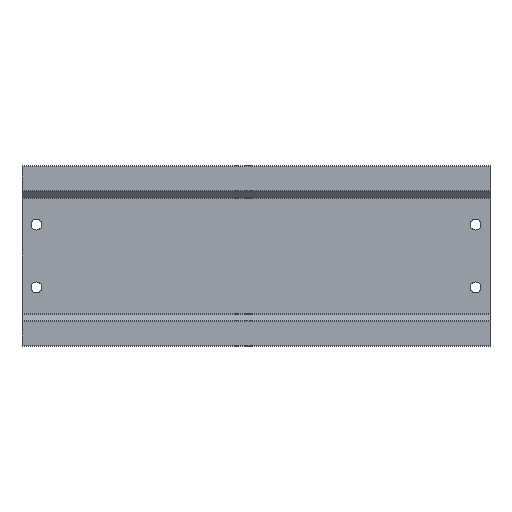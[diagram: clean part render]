
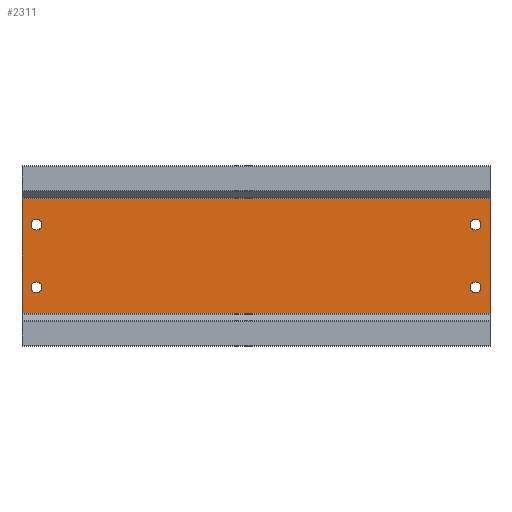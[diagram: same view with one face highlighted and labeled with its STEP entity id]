
A CAD part, front view. The second image highlights one B-rep face of the part: STEP entity #2311.
In plain terms, the highlighted planar face has unit normal (0, -1, 0).
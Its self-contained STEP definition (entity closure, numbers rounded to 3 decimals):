
#35 = AXIS2_PLACEMENT_3D ( 'NONE', #55, #3423, #546 ) ;
#55 = CARTESIAN_POINT ( 'NONE',  ( 91., -12., -13. ) ) ;
#112 = LINE ( 'NONE', #4056, #1281 ) ;
#144 = LINE ( 'NONE', #4245, #3822 ) ;
#158 = DIRECTION ( 'NONE',  ( 0., 0., 1. ) ) ;
#215 = CARTESIAN_POINT ( 'NONE',  ( 91., -12., 13. ) ) ;
#299 = DIRECTION ( 'NONE',  ( 0., 1., 0. ) ) ;
#307 = EDGE_CURVE ( 'NONE', #1282, #2724, #5325, .T. ) ;
#315 = VERTEX_POINT ( 'NONE', #3266 ) ;
#320 = FACE_BOUND ( 'NONE', #3218, .T. ) ;
#434 = EDGE_CURVE ( 'NONE', #5932, #4076, #3230, .T. ) ;
#484 = FACE_BOUND ( 'NONE', #1730, .T. ) ;
#546 = DIRECTION ( 'NONE',  ( 0., 0., 1. ) ) ;
#662 = ORIENTED_EDGE ( 'NONE', *, *, #6001, .T. ) ;
#685 = EDGE_LOOP ( 'NONE', ( #3139, #2119, #1228, #2138 ) ) ;
#825 = PLANE ( 'NONE',  #2630 ) ;
#845 = ORIENTED_EDGE ( 'NONE', *, *, #434, .T. ) ;
#864 = CARTESIAN_POINT ( 'NONE',  ( 91., -12., -15.25 ) ) ;
#929 = EDGE_CURVE ( 'NONE', #3799, #3160, #4884, .T. ) ;
#970 = ORIENTED_EDGE ( 'NONE', *, *, #5069, .T. ) ;
#1096 = EDGE_CURVE ( 'NONE', #3160, #3799, #3224, .T. ) ;
#1204 = EDGE_LOOP ( 'NONE', ( #2359, #5271 ) ) ;
#1228 = ORIENTED_EDGE ( 'NONE', *, *, #4815, .F. ) ;
#1239 = DIRECTION ( 'NONE',  ( -1., 0., 0. ) ) ;
#1281 = VECTOR ( 'NONE', #1239, 1000. ) ;
#1282 = VERTEX_POINT ( 'NONE', #2530 ) ;
#1476 = DIRECTION ( 'NONE',  ( 0., 1., 0. ) ) ;
#1479 = EDGE_CURVE ( 'NONE', #315, #5176, #112, .T. ) ;
#1688 = EDGE_CURVE ( 'NONE', #2724, #1282, #4449, .T. ) ;
#1730 = EDGE_LOOP ( 'NONE', ( #662, #1847 ) ) ;
#1762 = AXIS2_PLACEMENT_3D ( 'NONE', #5828, #3062, #158 ) ;
#1847 = ORIENTED_EDGE ( 'NONE', *, *, #1865, .T. ) ;
#1865 = EDGE_CURVE ( 'NONE', #4527, #3954, #4944, .T. ) ;
#1869 = LINE ( 'NONE', #5627, #4196 ) ;
#1923 = DIRECTION ( 'NONE',  ( 0., 1., 0. ) ) ;
#2119 = ORIENTED_EDGE ( 'NONE', *, *, #1479, .T. ) ;
#2138 = ORIENTED_EDGE ( 'NONE', *, *, #3571, .T. ) ;
#2311 = ADVANCED_FACE ( 'NONE', ( #320, #5072, #484, #3850, #2624 ), #825, .F. ) ;
#2318 = DIRECTION ( 'NONE',  ( 0., 0., 1. ) ) ;
#2359 = ORIENTED_EDGE ( 'NONE', *, *, #307, .T. ) ;
#2401 = DIRECTION ( 'NONE',  ( 0., 0., 1. ) ) ;
#2419 = DIRECTION ( 'NONE',  ( 0., 1., 0. ) ) ;
#2530 = CARTESIAN_POINT ( 'NONE',  ( -91., -12., 15.25 ) ) ;
#2582 = CARTESIAN_POINT ( 'NONE',  ( -91., -12., 13. ) ) ;
#2624 = FACE_OUTER_BOUND ( 'NONE', #685, .T. ) ;
#2630 = AXIS2_PLACEMENT_3D ( 'NONE', #2746, #5068, #2318 ) ;
#2698 = AXIS2_PLACEMENT_3D ( 'NONE', #4898, #4876, #4802 ) ;
#2724 = VERTEX_POINT ( 'NONE', #4334 ) ;
#2746 = CARTESIAN_POINT ( 'NONE',  ( -97., -12., 24. ) ) ;
#2857 = DIRECTION ( 'NONE',  ( 0., 0., 1. ) ) ;
#2895 = DIRECTION ( 'NONE',  ( 0., 1., 0. ) ) ;
#2956 = CIRCLE ( 'NONE', #1762, 2.25 ) ;
#3062 = DIRECTION ( 'NONE',  ( 0., 1., 0. ) ) ;
#3139 = ORIENTED_EDGE ( 'NONE', *, *, #5391, .T. ) ;
#3160 = VERTEX_POINT ( 'NONE', #4164 ) ;
#3218 = EDGE_LOOP ( 'NONE', ( #845, #970 ) ) ;
#3224 = CIRCLE ( 'NONE', #3714, 2.25 ) ;
#3230 = CIRCLE ( 'NONE', #2698, 2.25 ) ;
#3266 = CARTESIAN_POINT ( 'NONE',  ( 97., -12., 23.793 ) ) ;
#3331 = LINE ( 'NONE', #5493, #5645 ) ;
#3423 = DIRECTION ( 'NONE',  ( 0., 1., 0. ) ) ;
#3571 = EDGE_CURVE ( 'NONE', #3940, #4160, #3331, .T. ) ;
#3598 = EDGE_LOOP ( 'NONE', ( #4929, #4086 ) ) ;
#3714 = AXIS2_PLACEMENT_3D ( 'NONE', #5664, #2895, #6115 ) ;
#3791 = AXIS2_PLACEMENT_3D ( 'NONE', #4287, #1476, #4755 ) ;
#3799 = VERTEX_POINT ( 'NONE', #4858 ) ;
#3822 = VECTOR ( 'NONE', #4712, 1000. ) ;
#3850 = FACE_BOUND ( 'NONE', #3598, .T. ) ;
#3940 = VERTEX_POINT ( 'NONE', #4538 ) ;
#3954 = VERTEX_POINT ( 'NONE', #5918 ) ;
#4056 = CARTESIAN_POINT ( 'NONE',  ( -97., -12., 23.793 ) ) ;
#4076 = VERTEX_POINT ( 'NONE', #4233 ) ;
#4086 = ORIENTED_EDGE ( 'NONE', *, *, #1096, .T. ) ;
#4094 = DIRECTION ( 'NONE',  ( 1., 0., 0. ) ) ;
#4160 = VERTEX_POINT ( 'NONE', #5259 ) ;
#4164 = CARTESIAN_POINT ( 'NONE',  ( 91., -12., 10.75 ) ) ;
#4196 = VECTOR ( 'NONE', #2857, 1000. ) ;
#4233 = CARTESIAN_POINT ( 'NONE',  ( -91., -12., -15.25 ) ) ;
#4240 = CARTESIAN_POINT ( 'NONE',  ( -91., -12., -10.75 ) ) ;
#4245 = CARTESIAN_POINT ( 'NONE',  ( -97., -12., 24. ) ) ;
#4287 = CARTESIAN_POINT ( 'NONE',  ( -91., -12., 13. ) ) ;
#4334 = CARTESIAN_POINT ( 'NONE',  ( -91., -12., 10.75 ) ) ;
#4449 = CIRCLE ( 'NONE', #3791, 2.25 ) ;
#4527 = VERTEX_POINT ( 'NONE', #864 ) ;
#4538 = CARTESIAN_POINT ( 'NONE',  ( -97., -12., -23.793 ) ) ;
#4556 = CARTESIAN_POINT ( 'NONE',  ( -97., -12., 23.793 ) ) ;
#4659 = CIRCLE ( 'NONE', #35, 2.25 ) ;
#4683 = AXIS2_PLACEMENT_3D ( 'NONE', #2582, #2419, #2401 ) ;
#4706 = CARTESIAN_POINT ( 'NONE',  ( 91., -12., -13. ) ) ;
#4712 = DIRECTION ( 'NONE',  ( 0., 0., 1. ) ) ;
#4755 = DIRECTION ( 'NONE',  ( 0., 0., 1. ) ) ;
#4802 = DIRECTION ( 'NONE',  ( 0., 0., 1. ) ) ;
#4815 = EDGE_CURVE ( 'NONE', #3940, #5176, #144, .T. ) ;
#4858 = CARTESIAN_POINT ( 'NONE',  ( 91., -12., 15.25 ) ) ;
#4876 = DIRECTION ( 'NONE',  ( 0., 1., 0. ) ) ;
#4884 = CIRCLE ( 'NONE', #5978, 2.25 ) ;
#4898 = CARTESIAN_POINT ( 'NONE',  ( -91., -12., -13. ) ) ;
#4929 = ORIENTED_EDGE ( 'NONE', *, *, #929, .T. ) ;
#4944 = CIRCLE ( 'NONE', #5940, 2.25 ) ;
#5068 = DIRECTION ( 'NONE',  ( 0., 1., 0. ) ) ;
#5069 = EDGE_CURVE ( 'NONE', #4076, #5932, #2956, .T. ) ;
#5072 = FACE_BOUND ( 'NONE', #1204, .T. ) ;
#5168 = DIRECTION ( 'NONE',  ( 0., 0., 1. ) ) ;
#5176 = VERTEX_POINT ( 'NONE', #4556 ) ;
#5259 = CARTESIAN_POINT ( 'NONE',  ( 97., -12., -23.793 ) ) ;
#5271 = ORIENTED_EDGE ( 'NONE', *, *, #1688, .T. ) ;
#5325 = CIRCLE ( 'NONE', #4683, 2.25 ) ;
#5391 = EDGE_CURVE ( 'NONE', #4160, #315, #1869, .T. ) ;
#5493 = CARTESIAN_POINT ( 'NONE',  ( 97., -12., -23.793 ) ) ;
#5627 = CARTESIAN_POINT ( 'NONE',  ( 97., -12., 24. ) ) ;
#5645 = VECTOR ( 'NONE', #4094, 1000. ) ;
#5664 = CARTESIAN_POINT ( 'NONE',  ( 91., -12., 13. ) ) ;
#5828 = CARTESIAN_POINT ( 'NONE',  ( -91., -12., -13. ) ) ;
#5918 = CARTESIAN_POINT ( 'NONE',  ( 91., -12., -10.75 ) ) ;
#5932 = VERTEX_POINT ( 'NONE', #4240 ) ;
#5940 = AXIS2_PLACEMENT_3D ( 'NONE', #4706, #1923, #5168 ) ;
#5978 = AXIS2_PLACEMENT_3D ( 'NONE', #215, #299, #5995 ) ;
#5995 = DIRECTION ( 'NONE',  ( 0., 0., 1. ) ) ;
#6001 = EDGE_CURVE ( 'NONE', #3954, #4527, #4659, .T. ) ;
#6115 = DIRECTION ( 'NONE',  ( 0., 0., 1. ) ) ;
